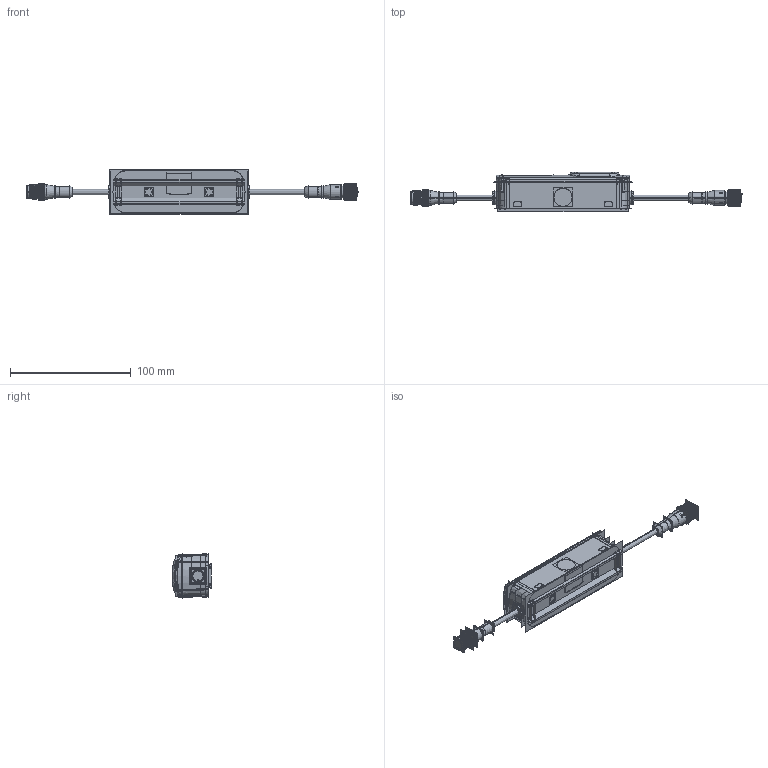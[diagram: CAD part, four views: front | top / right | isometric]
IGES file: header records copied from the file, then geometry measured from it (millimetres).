
Start section:  PTC IGES file: 206093.igs
Global section: file name: 206093.igs; native system: Creo Parametric by PTC Inc.; preprocessor: 2019292; author: PDMAdmin; organization: Unknown; date: 20200417.120752; units: millimetre
Bounding box: 274.46 x 32.81 x 36.43 mm (x, y, z)
Volume: 34585.6 mm3; surface area: 699851.3 mm2
Topology: 29 solids, 103 shells, 14010 faces, 63308 edges, 76180 vertices
Faces by surface type: bspline 10026, revolution 3984
